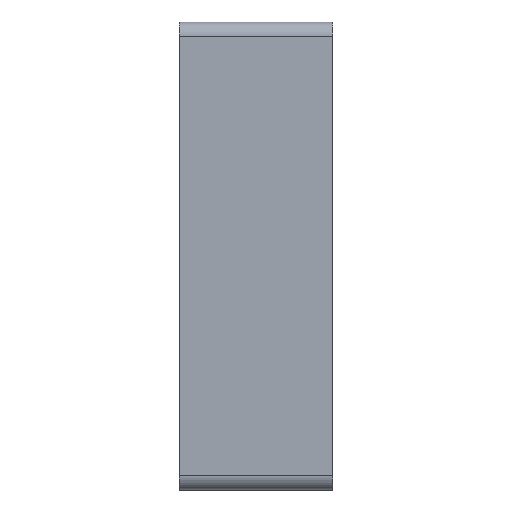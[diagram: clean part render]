
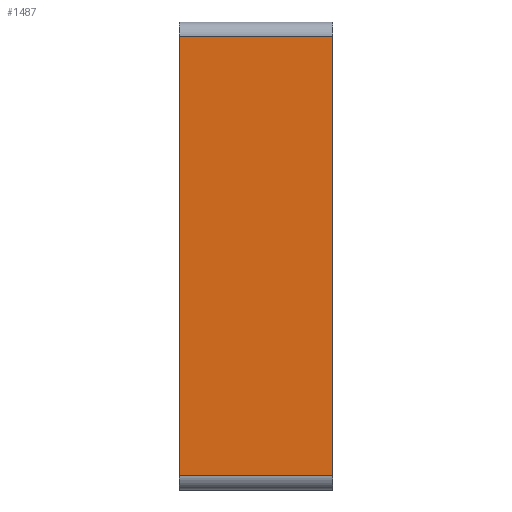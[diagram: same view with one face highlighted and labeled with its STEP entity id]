
A CAD part, left-side view. The second image highlights one B-rep face of the part: STEP entity #1487.
In plain terms, the highlighted planar face has unit normal (-1, 0, 0).
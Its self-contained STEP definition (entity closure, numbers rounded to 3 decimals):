
#113=FACE_OUTER_BOUND('',#195,.T.);
#195=EDGE_LOOP('',(#1257,#1258,#1259,#1260));
#219=LINE('',#2074,#379);
#320=LINE('',#2350,#480);
#365=LINE('',#2470,#525);
#366=LINE('',#2472,#526);
#379=VECTOR('',#1654,10.);
#480=VECTOR('',#1895,10.);
#525=VECTOR('',#2018,10.);
#526=VECTOR('',#2021,10.);
#596=VERTEX_POINT('',#2071);
#597=VERTEX_POINT('',#2073);
#701=VERTEX_POINT('',#2347);
#702=VERTEX_POINT('',#2349);
#740=EDGE_CURVE('',#596,#597,#219,.T.);
#878=EDGE_CURVE('',#701,#702,#320,.T.);
#941=EDGE_CURVE('',#596,#702,#365,.T.);
#942=EDGE_CURVE('',#597,#701,#366,.T.);
#1257=ORIENTED_EDGE('',*,*,#941,.T.);
#1258=ORIENTED_EDGE('',*,*,#878,.F.);
#1259=ORIENTED_EDGE('',*,*,#942,.F.);
#1260=ORIENTED_EDGE('',*,*,#740,.F.);
#1421=PLANE('',#1630);
#1487=ADVANCED_FACE('',(#113),#1421,.T.);
#1630=AXIS2_PLACEMENT_3D('',#2471,#2019,#2020);
#1654=DIRECTION('',(0.,0.,1.));
#1895=DIRECTION('',(0.,0.,-1.));
#2018=DIRECTION('',(0.,-1.,0.));
#2019=DIRECTION('center_axis',(-1.,0.,0.));
#2020=DIRECTION('ref_axis',(0.,0.,1.));
#2021=DIRECTION('',(0.,-1.,0.));
#2071=CARTESIAN_POINT('',(0.,21.,-77.));
#2073=CARTESIAN_POINT('',(0.,21.,-2.5));
#2074=CARTESIAN_POINT('',(0.,21.,-79.5));
#2347=CARTESIAN_POINT('',(0.,-5.,-2.5));
#2349=CARTESIAN_POINT('',(0.,-5.,-77.));
#2350=CARTESIAN_POINT('',(0.,-5.,-2.5));
#2470=CARTESIAN_POINT('',(0.,0.,-77.));
#2471=CARTESIAN_POINT('Origin',(0.,0.,-79.5));
#2472=CARTESIAN_POINT('',(0.,0.,-2.5));
